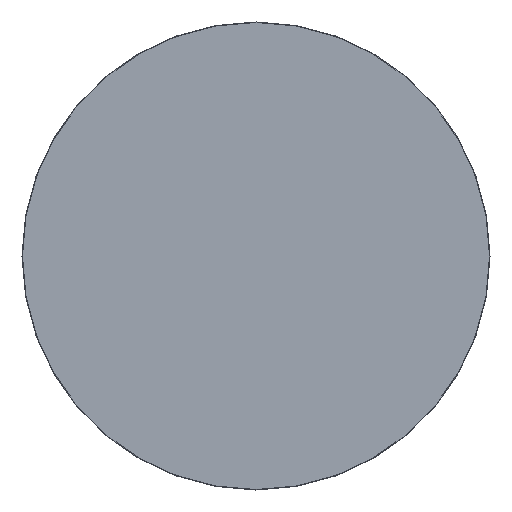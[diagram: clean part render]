
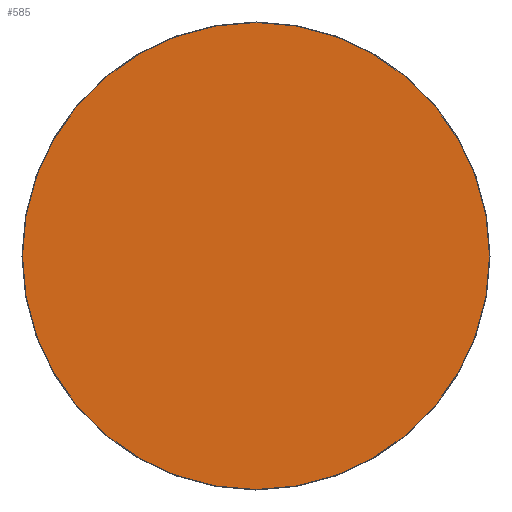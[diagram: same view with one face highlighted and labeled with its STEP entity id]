
A CAD part, front view. The second image highlights one B-rep face of the part: STEP entity #585.
In plain terms, the highlighted planar face has unit normal (0, -1, 0).
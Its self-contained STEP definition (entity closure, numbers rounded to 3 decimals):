
#56=PLANE('',#669);
#91=FACE_OUTER_BOUND('',#130,.T.);
#130=EDGE_LOOP('',(#469,#470));
#195=CIRCLE('',#670,16.5);
#196=CIRCLE('',#671,16.5);
#251=VERTEX_POINT('',#1047);
#252=VERTEX_POINT('',#1048);
#328=EDGE_CURVE('',#251,#252,#195,.T.);
#329=EDGE_CURVE('',#252,#251,#196,.T.);
#469=ORIENTED_EDGE('',*,*,#328,.F.);
#470=ORIENTED_EDGE('',*,*,#329,.F.);
#585=ADVANCED_FACE('',(#91),#56,.T.);
#669=AXIS2_PLACEMENT_3D('',#1046,#817,#818);
#670=AXIS2_PLACEMENT_3D('',#1049,#819,#820);
#671=AXIS2_PLACEMENT_3D('',#1050,#821,#822);
#817=DIRECTION('center_axis',(0.,-1.,0.));
#818=DIRECTION('ref_axis',(0.,0.,-1.));
#819=DIRECTION('center_axis',(0.,1.,0.));
#820=DIRECTION('ref_axis',(-1.,0.,0.));
#821=DIRECTION('center_axis',(0.,1.,0.));
#822=DIRECTION('ref_axis',(-1.,0.,0.));
#1046=CARTESIAN_POINT('Origin',(-8.25,0.,0.));
#1047=CARTESIAN_POINT('',(-16.5,0.,0.));
#1048=CARTESIAN_POINT('',(0.,0.,-16.5));
#1049=CARTESIAN_POINT('Origin',(0.,0.,0.));
#1050=CARTESIAN_POINT('Origin',(0.,0.,0.));
